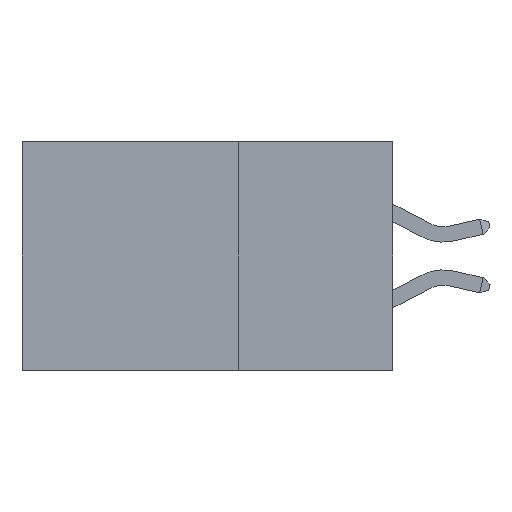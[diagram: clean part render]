
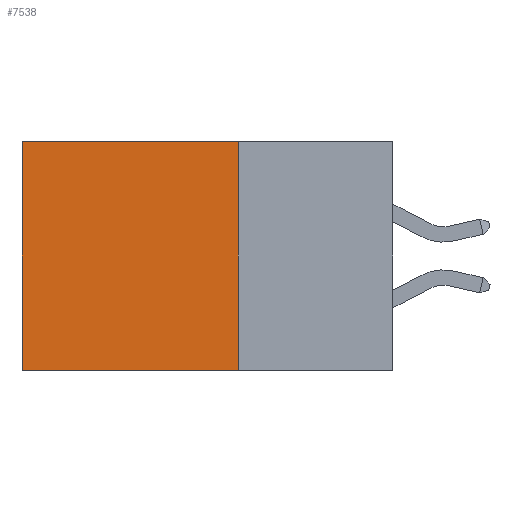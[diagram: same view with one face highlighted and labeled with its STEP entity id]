
A CAD part, left-side view. The second image highlights one B-rep face of the part: STEP entity #7538.
In plain terms, the highlighted planar face has unit normal (-1, 0, 0).
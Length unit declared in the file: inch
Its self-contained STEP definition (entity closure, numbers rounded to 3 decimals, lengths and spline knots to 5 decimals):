
#731 = DIRECTION ( 'NONE',  ( 0., 0., -1. ) ) ;
#1103 = EDGE_CURVE ( 'NONE', #22290, #14874, #11882, .T. ) ;
#1251 = DIRECTION ( 'NONE',  ( 0., 1., 0. ) ) ;
#2038 = VECTOR ( 'NONE', #731, 39.37008 ) ;
#2049 = DIRECTION ( 'NONE',  ( 1., 0., 0. ) ) ;
#3173 = CARTESIAN_POINT ( 'NONE',  ( 0.2875, 0.25, -0.37 ) ) ;
#3428 = CARTESIAN_POINT ( 'NONE',  ( 0.2875, 0.25, 0. ) ) ;
#3488 = VECTOR ( 'NONE', #1251, 39.37008 ) ;
#6370 = VECTOR ( 'NONE', #26264, 39.37008 ) ;
#7538 = ADVANCED_FACE ( 'NONE', ( #8324 ), #11569, .F. ) ;
#8000 = CARTESIAN_POINT ( 'NONE',  ( 0.2875, 0.6, -0.37 ) ) ;
#8164 = LINE ( 'NONE', #19236, #2038 ) ;
#8324 = FACE_OUTER_BOUND ( 'NONE', #23764, .T. ) ;
#8371 = CARTESIAN_POINT ( 'NONE',  ( 0.2875, 0.25, 0. ) ) ;
#8982 = VECTOR ( 'NONE', #13760, 39.37008 ) ;
#9049 = EDGE_CURVE ( 'NONE', #14175, #23484, #19206, .T. ) ;
#9363 = ORIENTED_EDGE ( 'NONE', *, *, #1103, .F. ) ;
#11162 = CARTESIAN_POINT ( 'NONE',  ( 0.2875, 0.6, 0. ) ) ;
#11569 = PLANE ( 'NONE',  #17070 ) ;
#11882 = LINE ( 'NONE', #20280, #6370 ) ;
#13760 = DIRECTION ( 'NONE',  ( 0., 0., -1. ) ) ;
#13866 = ORIENTED_EDGE ( 'NONE', *, *, #16886, .T. ) ;
#14175 = VERTEX_POINT ( 'NONE', #8371 ) ;
#14470 = LINE ( 'NONE', #24341, #8982 ) ;
#14874 = VERTEX_POINT ( 'NONE', #8000 ) ;
#16886 = EDGE_CURVE ( 'NONE', #23484, #14874, #14470, .T. ) ;
#17070 = AXIS2_PLACEMENT_3D ( 'NONE', #18486, #2049, #24326 ) ;
#18486 = CARTESIAN_POINT ( 'NONE',  ( 0.2875, 0.25, 0. ) ) ;
#19206 = LINE ( 'NONE', #3428, #3488 ) ;
#19236 = CARTESIAN_POINT ( 'NONE',  ( 0.2875, 0.25, 0. ) ) ;
#20280 = CARTESIAN_POINT ( 'NONE',  ( 0.2875, 0.25, -0.37 ) ) ;
#22290 = VERTEX_POINT ( 'NONE', #3173 ) ;
#23484 = VERTEX_POINT ( 'NONE', #11162 ) ;
#23764 = EDGE_LOOP ( 'NONE', ( #13866, #9363, #24626, #25494 ) ) ;
#24326 = DIRECTION ( 'NONE',  ( 0., 0., -1. ) ) ;
#24341 = CARTESIAN_POINT ( 'NONE',  ( 0.2875, 0.6, 0. ) ) ;
#24626 = ORIENTED_EDGE ( 'NONE', *, *, #25139, .F. ) ;
#25139 = EDGE_CURVE ( 'NONE', #14175, #22290, #8164, .T. ) ;
#25494 = ORIENTED_EDGE ( 'NONE', *, *, #9049, .T. ) ;
#26264 = DIRECTION ( 'NONE',  ( 0., 1., 0. ) ) ;
